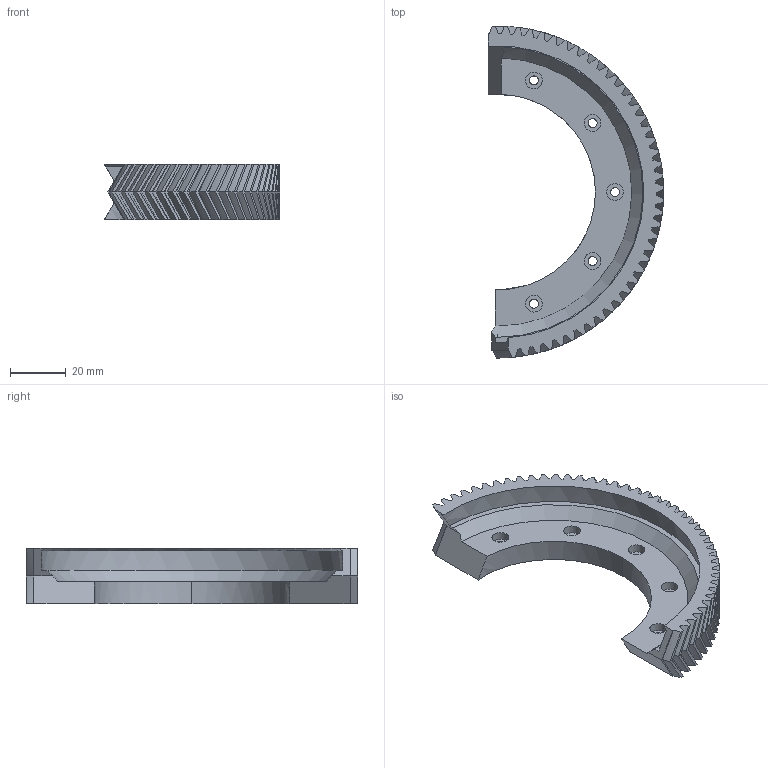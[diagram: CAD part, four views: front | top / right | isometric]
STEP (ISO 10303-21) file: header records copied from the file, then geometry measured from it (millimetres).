
FILE_DESCRIPTION(('FreeCAD Model'),'2;1');
FILE_NAME('yaw-gear-2.step', '2019-10-22T22:36:15',('Author'),(''), 'Open CASCADE STEP processor 7.3','FreeCAD','Unknown');
FILE_SCHEMA(('AUTOMOTIVE_DESIGN { 1 0 10303 214 1 1 1 1 }'));
Length unit declared in the file: millimetre
Products named in the file (1): Pocket106
Bounding box: 62.72 x 118.79 x 19.99 mm (x, y, z)
Volume: 37804.4 mm3; surface area: 17978.4 mm2
Topology: 1 solids, 1 shells, 368 faces, 920 edges, 559 vertices
Faces by surface type: bspline 340, cylinder 14, plane 11, cone 3
Full cylindrical faces by diameter (mm): 3.2 x5, 6 x5
Entity records: 35145 total; most frequent: CARTESIAN_POINT 22581, B_SPLINE_CURVE_WITH_KNOTS 2617, ORIENTED_EDGE 1840, PCURVE 1840, DEFINITIONAL_REPRESENTATION 1840, EDGE_CURVE 920, SURFACE_CURVE 910, VERTEX_POINT 559
